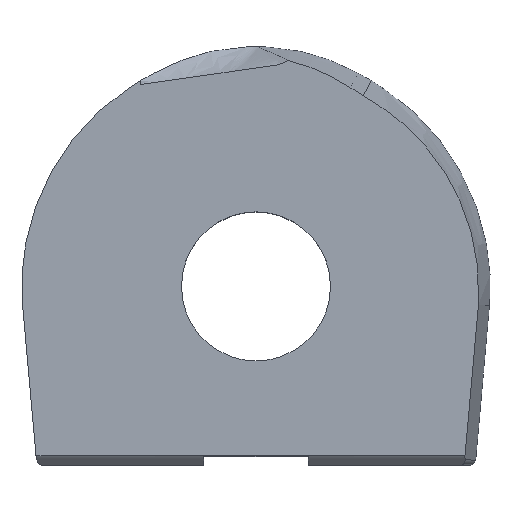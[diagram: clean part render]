
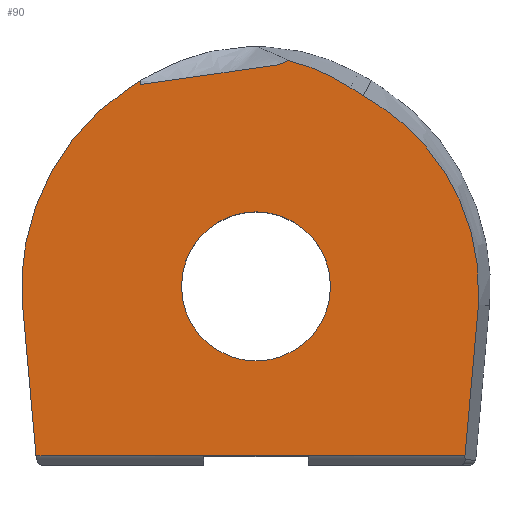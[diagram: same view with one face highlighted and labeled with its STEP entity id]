
A CAD part, top view. The second image highlights one B-rep face of the part: STEP entity #90.
In plain terms, the highlighted planar face has unit normal (0, 0, 1).
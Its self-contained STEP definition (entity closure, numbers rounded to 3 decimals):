
#90=ADVANCED_FACE('',(#133,#134),#118,.F.);
#118=PLANE('',#620);
#133=FACE_BOUND('',#139,.T.);
#134=FACE_BOUND('',#140,.T.);
#139=EDGE_LOOP('',(#266,#267,#268,#269,#270,#271,#272,#273,#274,#275,#276,
#277,#278));
#140=EDGE_LOOP('',(#279));
#170=CIRCLE('',#618,6.811);
#171=CIRCLE('',#619,2.5);
#178=LINE('',#807,#222);
#179=LINE('',#809,#223);
#180=LINE('',#821,#224);
#181=LINE('',#823,#225);
#182=LINE('',#825,#226);
#183=LINE('',#839,#227);
#184=LINE('',#843,#228);
#222=VECTOR('',#658,1.);
#223=VECTOR('',#659,1.);
#224=VECTOR('',#660,1.);
#225=VECTOR('',#661,1.);
#226=VECTOR('',#662,1.);
#227=VECTOR('',#663,1.);
#228=VECTOR('',#666,1.);
#266=ORIENTED_EDGE('',*,*,#496,.T.);
#267=ORIENTED_EDGE('',*,*,#497,.T.);
#268=ORIENTED_EDGE('',*,*,#498,.T.);
#269=ORIENTED_EDGE('',*,*,#499,.T.);
#270=ORIENTED_EDGE('',*,*,#500,.T.);
#271=ORIENTED_EDGE('',*,*,#501,.F.);
#272=ORIENTED_EDGE('',*,*,#502,.T.);
#273=ORIENTED_EDGE('',*,*,#503,.T.);
#274=ORIENTED_EDGE('',*,*,#504,.T.);
#275=ORIENTED_EDGE('',*,*,#505,.T.);
#276=ORIENTED_EDGE('',*,*,#506,.F.);
#277=ORIENTED_EDGE('',*,*,#507,.F.);
#278=ORIENTED_EDGE('',*,*,#508,.T.);
#279=ORIENTED_EDGE('',*,*,#509,.T.);
#436=VERTEX_POINT('',#805);
#437=VERTEX_POINT('',#806);
#438=VERTEX_POINT('',#808);
#439=VERTEX_POINT('',#810);
#440=VERTEX_POINT('',#815);
#441=VERTEX_POINT('',#820);
#442=VERTEX_POINT('',#822);
#443=VERTEX_POINT('',#824);
#444=VERTEX_POINT('',#826);
#445=VERTEX_POINT('',#833);
#446=VERTEX_POINT('',#838);
#447=VERTEX_POINT('',#840);
#448=VERTEX_POINT('',#842);
#449=VERTEX_POINT('',#845);
#496=EDGE_CURVE('',#436,#437,#581,.T.);
#497=EDGE_CURVE('',#437,#438,#178,.T.);
#498=EDGE_CURVE('',#438,#439,#179,.T.);
#499=EDGE_CURVE('',#439,#440,#582,.T.);
#500=EDGE_CURVE('',#440,#441,#583,.T.);
#501=EDGE_CURVE('',#442,#441,#180,.T.);
#502=EDGE_CURVE('',#442,#443,#181,.T.);
#503=EDGE_CURVE('',#443,#444,#182,.T.);
#504=EDGE_CURVE('',#444,#445,#584,.T.);
#505=EDGE_CURVE('',#445,#446,#585,.T.);
#506=EDGE_CURVE('',#447,#446,#183,.T.);
#507=EDGE_CURVE('',#448,#447,#170,.T.);
#508=EDGE_CURVE('',#448,#436,#184,.T.);
#509=EDGE_CURVE('',#449,#449,#171,.T.);
#581=B_SPLINE_CURVE_WITH_KNOTS('',3,(#778,#779,#780,#781,#782,#783,#784,
#785,#786,#787,#788,#789,#790,#791,#792,#793,#794,#795,#796,#797,#798,#799,
#800,#801,#802,#803,#804),.UNSPECIFIED.,.F.,.F.,(4,1,1,1,1,1,1,1,1,1,1,
1,1,1,1,1,1,1,1,1,1,1,1,1,4),(0.,0.125,0.188,0.25,0.266,0.281,0.283,
0.285,0.289,0.297,0.313,0.328,0.332,0.336,0.344,
0.352,0.359,0.375,0.5,0.625,0.75,0.875,0.906,0.938,1.),
 .UNSPECIFIED.);
#582=B_SPLINE_CURVE_WITH_KNOTS('',3,(#811,#812,#813,#814),.UNSPECIFIED.,
 .F.,.F.,(4,4),(0.,1.),.UNSPECIFIED.);
#583=B_SPLINE_CURVE_WITH_KNOTS('',3,(#816,#817,#818,#819),.UNSPECIFIED.,
 .F.,.F.,(4,4),(0.,1.),.UNSPECIFIED.);
#584=B_SPLINE_CURVE_WITH_KNOTS('',3,(#827,#828,#829,#830,#831,#832),
 .UNSPECIFIED.,.F.,.F.,(4,2,4),(0.,0.5,1.),.UNSPECIFIED.);
#585=B_SPLINE_CURVE_WITH_KNOTS('',3,(#834,#835,#836,#837),.UNSPECIFIED.,
 .F.,.F.,(4,4),(0.,1.),.UNSPECIFIED.);
#618=AXIS2_PLACEMENT_3D('',#841,#664,#665);
#619=AXIS2_PLACEMENT_3D('',#844,#667,#668);
#620=AXIS2_PLACEMENT_3D('',#846,#669,#670);
#658=DIRECTION('',(0.,1.,0.));
#659=DIRECTION('',(-0.841,-0.541,0.));
#660=DIRECTION('',(-0.089,0.996,0.));
#661=DIRECTION('',(1.,0.,0.));
#662=DIRECTION('',(0.089,0.996,0.));
#663=DIRECTION('',(0.841,-0.541,0.));
#664=DIRECTION('',(0.,0.,-1.));
#665=DIRECTION('',(-1.,0.,0.));
#666=DIRECTION('',(-0.925,-0.38,0.));
#667=DIRECTION('',(0.,0.,-1.));
#668=DIRECTION('',(-1.,0.,0.));
#669=DIRECTION('',(0.,0.,-1.));
#670=DIRECTION('',(-1.,0.,0.));
#778=CARTESIAN_POINT('',(0.745,7.382,1.5));
#779=CARTESIAN_POINT('',(0.553,7.355,1.5));
#780=CARTESIAN_POINT('',(0.264,7.313,1.5));
#781=CARTESIAN_POINT('',(-0.12,7.258,1.5));
#782=CARTESIAN_POINT('',(-0.336,7.227,1.5));
#783=CARTESIAN_POINT('',(-0.48,7.206,1.5));
#784=CARTESIAN_POINT('',(-0.531,7.199,1.5));
#785=CARTESIAN_POINT('',(-0.561,7.195,1.5));
#786=CARTESIAN_POINT('',(-0.573,7.193,1.5));
#787=CARTESIAN_POINT('',(-0.594,7.19,1.5));
#788=CARTESIAN_POINT('',(-0.636,7.184,1.5));
#789=CARTESIAN_POINT('',(-0.696,7.175,1.5));
#790=CARTESIAN_POINT('',(-0.751,7.167,1.5));
#791=CARTESIAN_POINT('',(-0.787,7.162,1.5));
#792=CARTESIAN_POINT('',(-0.811,7.159,1.5));
#793=CARTESIAN_POINT('',(-0.841,7.154,1.5));
#794=CARTESIAN_POINT('',(-0.877,7.149,1.5));
#795=CARTESIAN_POINT('',(-0.925,7.142,1.5));
#796=CARTESIAN_POINT('',(-1.153,7.11,1.5));
#797=CARTESIAN_POINT('',(-1.561,7.051,1.5));
#798=CARTESIAN_POINT('',(-2.138,6.968,1.5));
#799=CARTESIAN_POINT('',(-2.714,6.885,1.5));
#800=CARTESIAN_POINT('',(-3.147,6.823,1.5));
#801=CARTESIAN_POINT('',(-3.435,6.782,1.5));
#802=CARTESIAN_POINT('',(-3.627,6.754,1.5));
#803=CARTESIAN_POINT('',(-3.771,6.733,1.5));
#804=CARTESIAN_POINT('',(-3.867,6.72,1.5));
#805=CARTESIAN_POINT('',(0.745,7.382,1.5));
#806=CARTESIAN_POINT('',(-3.867,6.72,1.5));
#807=CARTESIAN_POINT('',(-3.867,0.,1.5));
#808=CARTESIAN_POINT('',(-3.867,6.856,1.5));
#809=CARTESIAN_POINT('',(-3.426,7.139,1.5));
#810=CARTESIAN_POINT('',(-3.875,6.851,1.5));
#811=CARTESIAN_POINT('',(-3.875,6.851,1.5));
#812=CARTESIAN_POINT('',(-4.,6.771,1.5));
#813=CARTESIAN_POINT('',(-4.125,6.69,1.5));
#814=CARTESIAN_POINT('',(-4.25,6.61,1.5));
#815=CARTESIAN_POINT('',(-4.25,6.61,1.5));
#816=CARTESIAN_POINT('',(-4.25,6.61,1.5));
#817=CARTESIAN_POINT('',(-6.662,5.058,1.5));
#818=CARTESIAN_POINT('',(-8.082,2.161,1.5));
#819=CARTESIAN_POINT('',(-7.827,-0.698,1.5));
#820=CARTESIAN_POINT('',(-7.827,-0.698,1.5));
#821=CARTESIAN_POINT('',(-7.327,-6.3,1.5));
#822=CARTESIAN_POINT('',(-7.378,-5.735,1.5));
#823=CARTESIAN_POINT('',(-8.2,-5.735,1.5));
#824=CARTESIAN_POINT('',(7.008,-5.735,1.5));
#825=CARTESIAN_POINT('',(6.961,-6.267,1.5));
#826=CARTESIAN_POINT('',(7.46,-0.665,1.5));
#827=CARTESIAN_POINT('',(7.46,-0.665,1.5));
#828=CARTESIAN_POINT('',(7.546,0.669,1.5));
#829=CARTESIAN_POINT('',(7.272,2.027,1.5));
#830=CARTESIAN_POINT('',(6.003,4.464,1.5));
#831=CARTESIAN_POINT('',(5.061,5.449,1.5));
#832=CARTESIAN_POINT('',(3.941,6.13,1.5));
#833=CARTESIAN_POINT('',(3.941,6.13,1.5));
#834=CARTESIAN_POINT('',(3.941,6.13,1.5));
#835=CARTESIAN_POINT('',(3.827,6.199,1.5));
#836=CARTESIAN_POINT('',(3.712,6.268,1.5));
#837=CARTESIAN_POINT('',(3.598,6.338,1.5));
#838=CARTESIAN_POINT('',(3.598,6.338,1.5));
#839=CARTESIAN_POINT('',(3.149,6.626,1.5));
#840=CARTESIAN_POINT('',(3.149,6.626,1.5));
#841=CARTESIAN_POINT('',(-0.572,0.922,1.5));
#842=CARTESIAN_POINT('',(1.094,7.526,1.5));
#843=CARTESIAN_POINT('',(-2.49,6.052,1.5));
#844=CARTESIAN_POINT('',(0.,-0.05,1.5));
#845=CARTESIAN_POINT('',(-2.5,-0.05,1.5));
#846=CARTESIAN_POINT('',(0.,0.,1.5));
